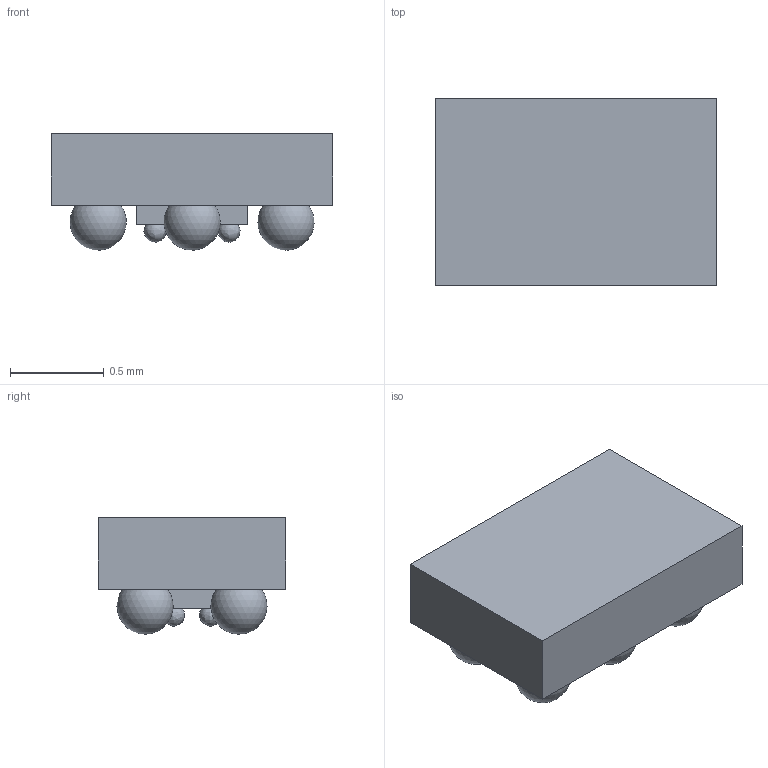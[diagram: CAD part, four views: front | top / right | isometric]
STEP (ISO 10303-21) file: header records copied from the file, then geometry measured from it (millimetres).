
FILE_DESCRIPTION(('FreeCAD Model'),'2;1');
FILE_NAME( 'wlcsp6.stp', '2020-03-13T22:58:23',('Author'),(''), 'Open CASCADE STEP processor 7.2','FreeCAD','Unknown');
FILE_SCHEMA(('AUTOMOTIVE_DESIGN { 1 0 10303 214 1 1 1 1 }'));
Length unit declared in the file: millimetre
Products named in the file (2): union; Matrix_Deformation
Bounding box: 1.5 x 1 x 0.62 mm (x, y, z)
Volume: 0.7 mm3; surface area: 6.9 mm2
Topology: 2 solids, 2 shells, 24 faces, 60 edges, 40 vertices
Faces by surface type: bspline 12, plane 6, sphere 6
Entity records: 1509 total; most frequent: CARTESIAN_POINT 527, DIRECTION 110, ORIENTED_EDGE 96, PCURVE 96, DEFINITIONAL_REPRESENTATION 96, LINE 54, VECTOR 54, B_SPLINE_CURVE_WITH_KNOTS 54
